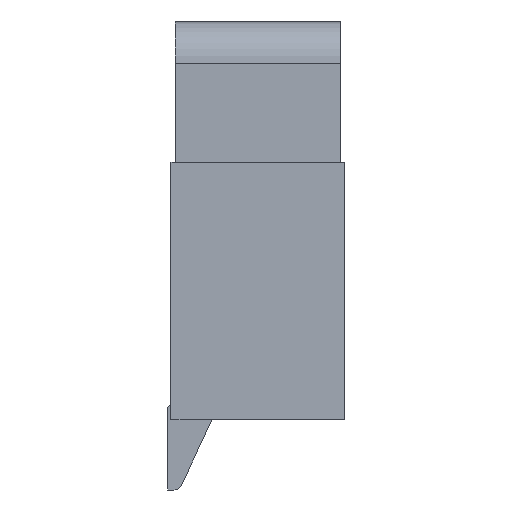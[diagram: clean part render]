
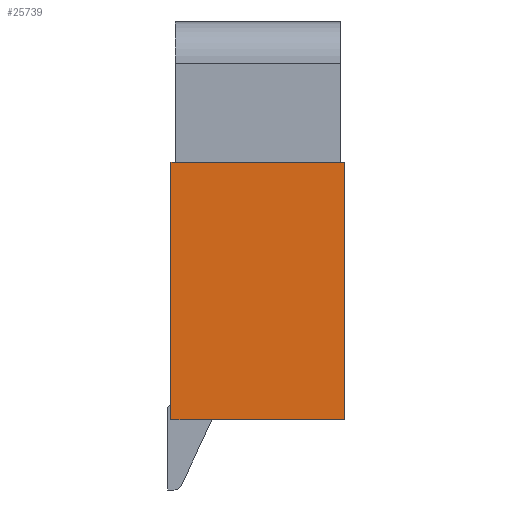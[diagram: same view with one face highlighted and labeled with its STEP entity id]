
A CAD part, left-side view. The second image highlights one B-rep face of the part: STEP entity #25739.
In plain terms, the highlighted planar face has unit normal (-1, 0, 0).
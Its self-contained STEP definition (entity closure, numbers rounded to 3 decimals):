
#1623=ORIENTED_EDGE('',*,*,#9145,.T.);
#1624=ORIENTED_EDGE('',*,*,#9139,.F.);
#1625=ORIENTED_EDGE('',*,*,#9135,.F.);
#1626=ORIENTED_EDGE('',*,*,#9146,.F.);
#1627=ORIENTED_EDGE('',*,*,#9147,.F.);
#1628=ORIENTED_EDGE('',*,*,#9142,.T.);
#9135=EDGE_CURVE('',#12815,#12806,#15556,.T.);
#9139=EDGE_CURVE('',#12806,#12817,#15560,.T.);
#9142=EDGE_CURVE('',#12820,#12819,#15563,.T.);
#9145=EDGE_CURVE('',#12819,#12817,#15566,.T.);
#9146=EDGE_CURVE('',#12822,#12815,#15567,.T.);
#9147=EDGE_CURVE('',#12820,#12822,#15568,.T.);
#12806=VERTEX_POINT('',#37126);
#12815=VERTEX_POINT('',#37159);
#12817=VERTEX_POINT('',#37168);
#12819=VERTEX_POINT('',#37173);
#12820=VERTEX_POINT('',#37175);
#12822=VERTEX_POINT('',#37182);
#15556=LINE('',#37160,#19169);
#15560=LINE('',#37167,#19173);
#15563=LINE('',#37174,#19176);
#15566=LINE('',#37180,#19179);
#15567=LINE('',#37181,#19180);
#15568=LINE('',#37183,#19181);
#19169=VECTOR('',#29841,1000.);
#19173=VECTOR('',#29849,1000.);
#19176=VECTOR('',#29854,1000.);
#19179=VECTOR('',#29859,1000.);
#19180=VECTOR('',#29860,1000.);
#19181=VECTOR('',#29861,1000.);
#21982=EDGE_LOOP('',(#1623,#1624,#1625,#1626,#1627,#1628));
#23275=FACE_BOUND('',#21982,.T.);
#24566=PLANE('',#27062);
#25739=ADVANCED_FACE('',(#23275),#24566,.F.);
#27062=AXIS2_PLACEMENT_3D('',#37179,#29857,#29858);
#29841=DIRECTION('',(0.,-1.,0.));
#29849=DIRECTION('',(0.,-1.,0.));
#29854=DIRECTION('',(0.,-1.,0.));
#29857=DIRECTION('',(1.,0.,0.));
#29858=DIRECTION('',(0.,0.,-1.));
#29859=DIRECTION('',(0.,0.,1.));
#29860=DIRECTION('',(0.,-1.,0.));
#29861=DIRECTION('',(0.,0.,1.));
#37126=CARTESIAN_POINT('',(-12.075,0.,-1.7));
#37159=CARTESIAN_POINT('',(-12.075,2.,-1.7));
#37160=CARTESIAN_POINT('',(-12.075,2.05,-1.7));
#37167=CARTESIAN_POINT('',(-12.075,2.05,-1.7));
#37168=CARTESIAN_POINT('',(-12.075,-0.05,-1.7));
#37173=CARTESIAN_POINT('',(-12.075,-0.05,-4.82));
#37174=CARTESIAN_POINT('',(-12.075,2.05,-4.82));
#37175=CARTESIAN_POINT('',(-12.075,2.05,-4.82));
#37179=CARTESIAN_POINT('',(-12.075,2.05,-4.82));
#37180=CARTESIAN_POINT('',(-12.075,-0.05,-4.82));
#37181=CARTESIAN_POINT('',(-12.075,2.05,-1.7));
#37182=CARTESIAN_POINT('',(-12.075,2.05,-1.7));
#37183=CARTESIAN_POINT('',(-12.075,2.05,-4.82));
